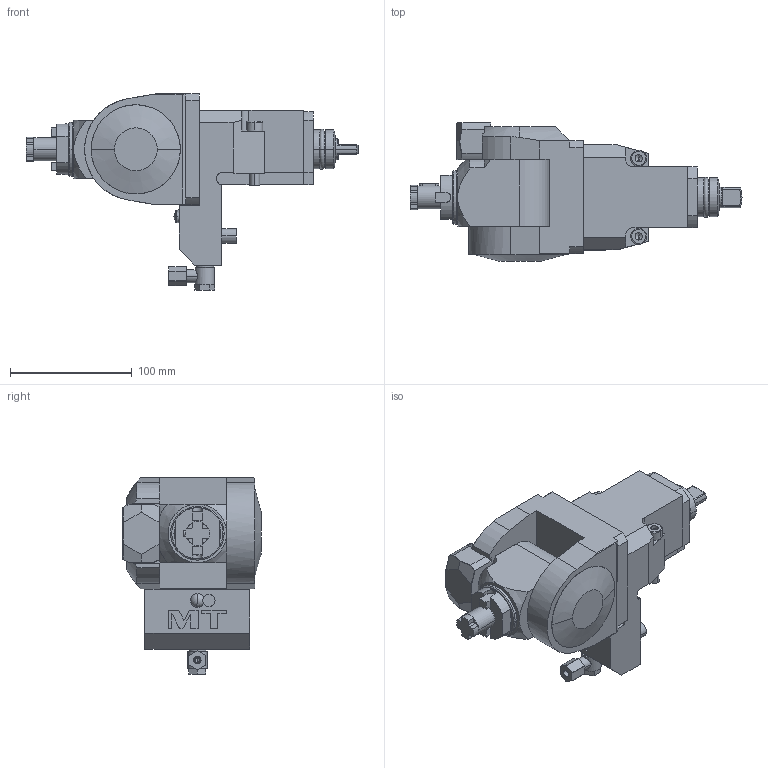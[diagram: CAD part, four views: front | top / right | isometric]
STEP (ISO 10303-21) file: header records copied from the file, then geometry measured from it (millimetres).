
FILE_DESCRIPTION((''),'2;1');
FILE_NAME('MSL0200519_CONF','2024-12-12T11:22:10',('smalpassi'),('M.T. srl'),'CREO PARAMETRIC BY PTC INC, 2023352','CREO PARAMETRIC BY PTC INC, 2023352','');
FILE_SCHEMA(('CONFIG_CONTROL_DESIGN'));
Length unit declared in the file: millimetre
Products named in the file (1): MSL0200519_CONF
Bounding box: 272.25 x 113.2 x 161 mm (x, y, z)
Volume: 1263156.3 mm3; surface area: 123156.9 mm2
Topology: 1 solids, 1 shells, 410 faces, 1044 edges, 664 vertices
Faces by surface type: plane 235, cylinder 123, cone 30, torus 12, bspline 4, sphere 4, extrusion 2
Entity records: 13157 total; most frequent: CARTESIAN_POINT 3105, DIRECTION 2101, ORIENTED_EDGE 2076, EDGE_CURVE 1038, AXIS2_PLACEMENT_3D 734, VERTEX_POINT 664, VECTOR 633, LINE 631
